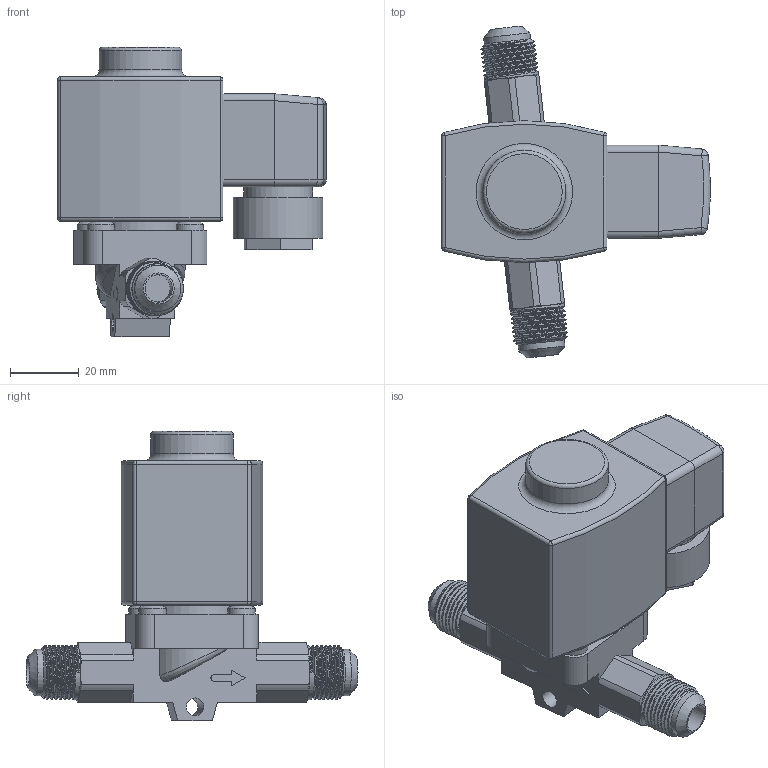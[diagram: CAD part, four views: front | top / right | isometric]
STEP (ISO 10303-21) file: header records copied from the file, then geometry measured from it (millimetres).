
FILE_DESCRIPTION(/* description */ (''),/* implementation_level */ '2;1');
FILE_NAME(/* name */ '032L8072R.stp',/* time_stamp */ '2022-08-12T16:16:29+03:00',/* author */ ('U403152'),/* organization */ (''),/* preprocessor_version */ 'ST-DEVELOPER v18.1',/* originating_system */ 'Autodesk Inventor 2020',/* authorisation */ '');
FILE_SCHEMA (('AUTOMOTIVE_DESIGN { 1 0 10303 214 3 1 1 }'));
Length unit declared in the file: millimetre
Products named in the file (1): Part1
Bounding box: 78 x 96.41 x 84 mm (x, y, z)
Volume: 141032.3 mm3; surface area: 30829.3 mm2
Topology: 1 solids, 11 shells, 291 faces, 756 edges, 508 vertices
Faces by surface type: plane 145, cylinder 103, sphere 16, torus 10, bspline 9, cone 8
Full cylindrical faces by diameter (mm): 4 x8, 4.5 x4, 5.2 x1, 8 x6, 10 x1, 11.6 x1, 12 x1, 12.7 x1, 13.1 x1, 13.2 x1, 13.5 x2, 15.8 x12, 18 x1, 20 x1, 24 x1, 26 x2
Entity records: 13654 total; most frequent: CARTESIAN_POINT 6341, DIRECTION 1531, ORIENTED_EDGE 1512, EDGE_CURVE 756, AXIS2_PLACEMENT_3D 561, VERTEX_POINT 508, LINE 409, VECTOR 409
